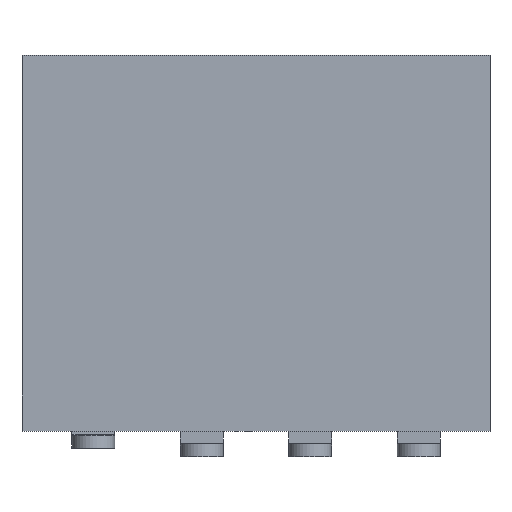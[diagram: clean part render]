
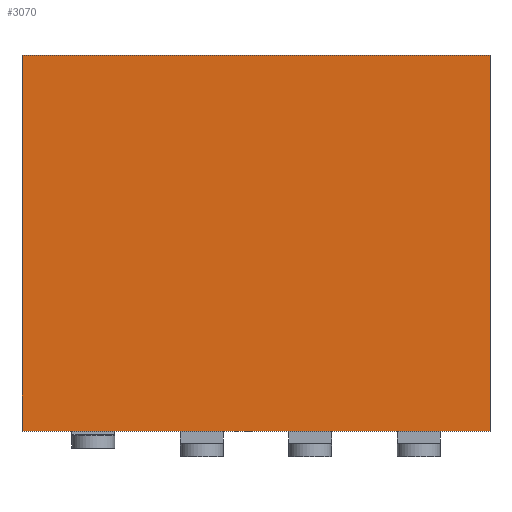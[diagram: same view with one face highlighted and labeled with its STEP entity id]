
A CAD part, front view. The second image highlights one B-rep face of the part: STEP entity #3070.
In plain terms, the highlighted planar face has unit normal (0, -1, 0).
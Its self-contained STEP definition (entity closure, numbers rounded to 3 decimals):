
#309=ORIENTED_EDGE('',*,*,#1183,.F.);
#310=ORIENTED_EDGE('',*,*,#1194,.F.);
#311=ORIENTED_EDGE('',*,*,#1192,.F.);
#312=ORIENTED_EDGE('',*,*,#1063,.F.);
#1063=EDGE_CURVE('',#1511,#1512,#1795,.T.);
#1183=EDGE_CURVE('',#1630,#1511,#1915,.T.);
#1192=EDGE_CURVE('',#1512,#1633,#1924,.T.);
#1194=EDGE_CURVE('',#1633,#1630,#1926,.T.);
#1511=VERTEX_POINT('',#4364);
#1512=VERTEX_POINT('',#4366);
#1630=VERTEX_POINT('',#4613);
#1633=VERTEX_POINT('',#4622);
#1795=LINE('',#4365,#2181);
#1915=LINE('',#4614,#2301);
#1924=LINE('',#4630,#2310);
#1926=LINE('',#4633,#2312);
#2181=VECTOR('',#3502,1000.);
#2301=VECTOR('',#3642,1000.);
#2310=VECTOR('',#3653,1000.);
#2312=VECTOR('',#3657,1000.);
#2579=EDGE_LOOP('',(#309,#310,#311,#312));
#2763=FACE_BOUND('',#2579,.T.);
#2931=PLANE('',#3265);
#3070=ADVANCED_FACE('',(#2763),#2931,.F.);
#3265=AXIS2_PLACEMENT_3D('',#4637,#3662,#3663);
#3502=DIRECTION('',(1.,0.,0.));
#3642=DIRECTION('',(0.,0.,1.));
#3653=DIRECTION('',(0.,0.,-1.));
#3657=DIRECTION('',(-1.,0.,0.));
#3662=DIRECTION('',(0.,1.,0.));
#3663=DIRECTION('',(0.,0.,1.));
#4364=CARTESIAN_POINT('',(-2.74,-1.55,2.2));
#4365=CARTESIAN_POINT('',(-2.74,-1.55,2.2));
#4366=CARTESIAN_POINT('',(2.74,-1.55,2.2));
#4613=CARTESIAN_POINT('',(-2.74,-1.55,-2.2));
#4614=CARTESIAN_POINT('',(-2.74,-1.55,-2.2));
#4622=CARTESIAN_POINT('',(2.74,-1.55,-2.2));
#4630=CARTESIAN_POINT('',(2.74,-1.55,2.2));
#4633=CARTESIAN_POINT('',(2.74,-1.55,-2.2));
#4637=CARTESIAN_POINT('',(0.,-1.55,0.));
